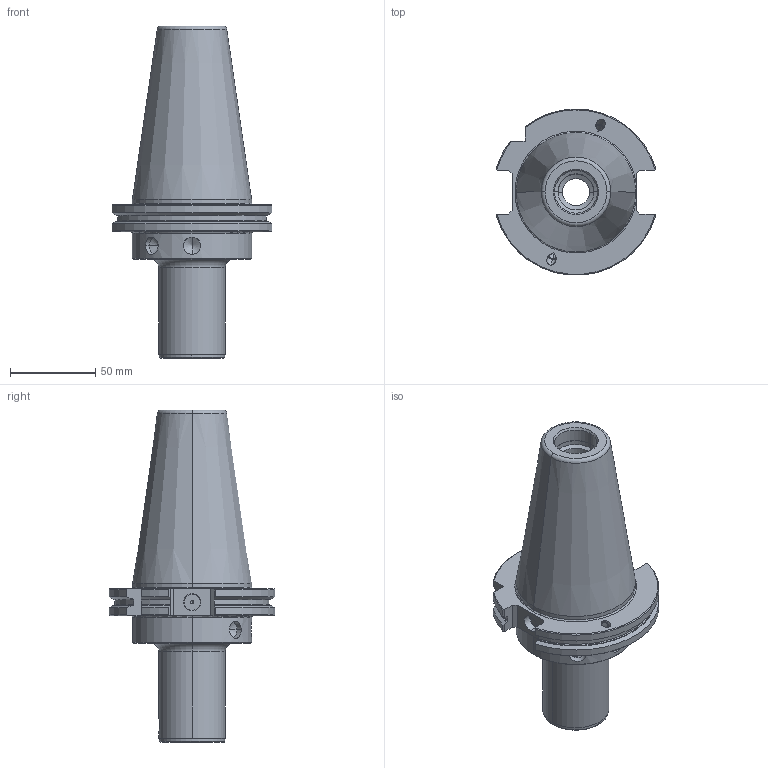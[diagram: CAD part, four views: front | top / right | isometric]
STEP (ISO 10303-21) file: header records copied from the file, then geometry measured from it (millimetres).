
FILE_DESCRIPTION(('no description'),'unknown implementation level');
FILE_NAME('1F4BDB90-97A5-4ADE-BDB2-29F88C3B54A6_export.stp',' ',('CIMSOURCE GmbH'),('CADClick - KiM GmbH - www.kimweb.de'),'unknown preprocess','ACIS','unknown authorization');
FILE_SCHEMA(('automotive_design'));
Length unit declared in the file: millimetre
Products named in the file (2): 325.942 Kaiser SK50 VBD X CK4 X 100B|325.942 Kaiser SK50 VBD X CK4 X 100B_Standard;NONE; 325.942 Kaiser SK50 VBD X CK4 X 100B|690.434 Kaiser ETL M8 X 11 CK4_Standard;NONE
Bounding box: 93.59 x 97.27 x 194.6 mm (x, y, z)
Volume: 429866.8 mm3; surface area: 59831.8 mm2
Topology: 2 solids, 2 shells, 204 faces, 503 edges, 309 vertices
Faces by surface type: cylinder 65, plane 64, cone 56, torus 16, bspline 3
Entity records: 12593 total; most frequent: CARTESIAN_POINT 2114, DIRECTION 1033, STYLED_ITEM 1010, PRESENTATION_STYLE_ASSIGNMENT 1010, COLOUR_RGB 1010, ORIENTED_EDGE 990, EDGE_CURVE 495, CURVE_STYLE 495
